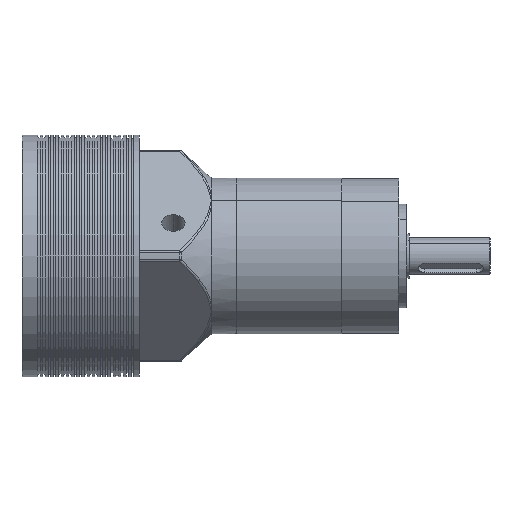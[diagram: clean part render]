
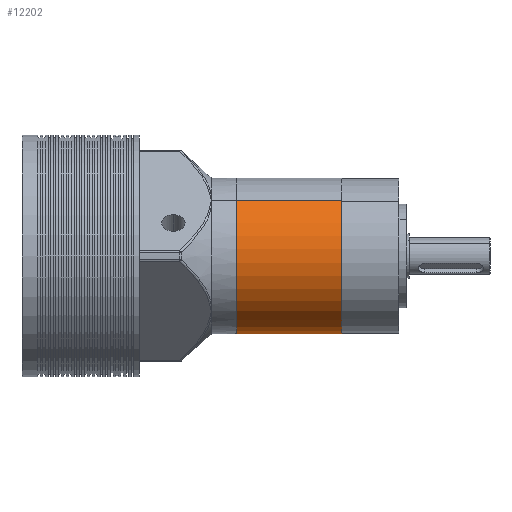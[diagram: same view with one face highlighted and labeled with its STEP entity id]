
A CAD part, front view. The second image highlights one B-rep face of the part: STEP entity #12202.
In plain terms, the highlighted cylindrical face has radius 30 mm (diameter 60 mm), a partial arc.
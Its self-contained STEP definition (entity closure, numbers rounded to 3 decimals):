
#94 = CARTESIAN_POINT ( 'NONE',  ( 22.629, 21.213, -21.213 ) ) ;
#1447 = EDGE_CURVE ( 'NONE', #10721, #9025, #3661, .T. ) ;
#1478 = CIRCLE ( 'NONE', #13624, 30. ) ;
#2085 = DIRECTION ( 'NONE',  ( 0., 0.707, -0.707 ) ) ;
#2261 = DIRECTION ( 'NONE',  ( 0., 0., -1. ) ) ;
#2305 = CARTESIAN_POINT ( 'NONE',  ( 22.629, -21.213, 21.213 ) ) ;
#2916 = CARTESIAN_POINT ( 'NONE',  ( 22.629, 0., 0. ) ) ;
#3661 = LINE ( 'NONE', #94, #4852 ) ;
#4852 = VECTOR ( 'NONE', #10917, 1000. ) ;
#4991 = LINE ( 'NONE', #2305, #6185 ) ;
#5092 = ORIENTED_EDGE ( 'NONE', *, *, #14253, .T. ) ;
#5294 = CARTESIAN_POINT ( 'NONE',  ( 61.857, 0., 0. ) ) ;
#6076 = CARTESIAN_POINT ( 'NONE',  ( 102.357, -21.213, 21.213 ) ) ;
#6185 = VECTOR ( 'NONE', #16269, 1000. ) ;
#6225 = DIRECTION ( 'NONE',  ( 0., 0.707, -0.707 ) ) ;
#6750 = CARTESIAN_POINT ( 'NONE',  ( 102.357, 0., 0. ) ) ;
#6859 = DIRECTION ( 'NONE',  ( -1., 0., 0. ) ) ;
#7983 = ORIENTED_EDGE ( 'NONE', *, *, #14670, .F. ) ;
#8205 = CARTESIAN_POINT ( 'NONE',  ( 102.357, 21.213, -21.213 ) ) ;
#8373 = CARTESIAN_POINT ( 'NONE',  ( 61.857, -21.213, 21.213 ) ) ;
#8462 = DIRECTION ( 'NONE',  ( -1., 0., 0. ) ) ;
#8487 = CIRCLE ( 'NONE', #15084, 30. ) ;
#9025 = VERTEX_POINT ( 'NONE', #17515 ) ;
#9280 = ORIENTED_EDGE ( 'NONE', *, *, #1447, .F. ) ;
#9767 = FACE_OUTER_BOUND ( 'NONE', #11219, .T. ) ;
#10061 = ORIENTED_EDGE ( 'NONE', *, *, #16737, .T. ) ;
#10721 = VERTEX_POINT ( 'NONE', #8205 ) ;
#10917 = DIRECTION ( 'NONE',  ( -1., 0., 0. ) ) ;
#11219 = EDGE_LOOP ( 'NONE', ( #5092, #10061, #7983, #9280 ) ) ;
#11649 = AXIS2_PLACEMENT_3D ( 'NONE', #2916, #19860, #6225 ) ;
#12202 = ADVANCED_FACE ( 'NONE', ( #9767 ), #19412, .T. ) ;
#13624 = AXIS2_PLACEMENT_3D ( 'NONE', #6750, #8462, #2085 ) ;
#14253 = EDGE_CURVE ( 'NONE', #10721, #17409, #1478, .T. ) ;
#14670 = EDGE_CURVE ( 'NONE', #9025, #18203, #8487, .T. ) ;
#15084 = AXIS2_PLACEMENT_3D ( 'NONE', #5294, #6859, #2261 ) ;
#16269 = DIRECTION ( 'NONE',  ( -1., 0., 0. ) ) ;
#16737 = EDGE_CURVE ( 'NONE', #17409, #18203, #4991, .T. ) ;
#17409 = VERTEX_POINT ( 'NONE', #6076 ) ;
#17515 = CARTESIAN_POINT ( 'NONE',  ( 61.857, 21.213, -21.213 ) ) ;
#18203 = VERTEX_POINT ( 'NONE', #8373 ) ;
#19412 = CYLINDRICAL_SURFACE ( 'NONE', #11649, 30. ) ;
#19860 = DIRECTION ( 'NONE',  ( -1., 0., 0. ) ) ;
